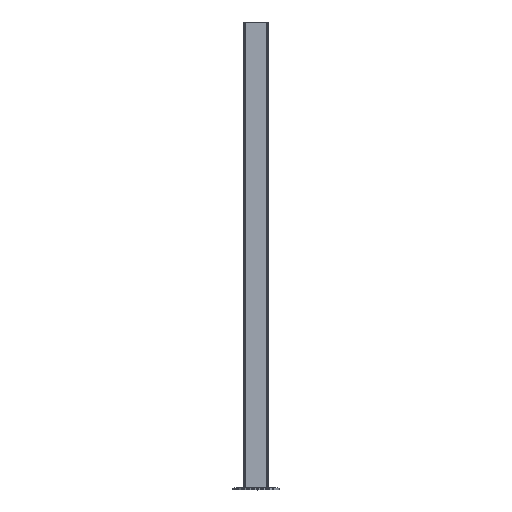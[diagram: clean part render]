
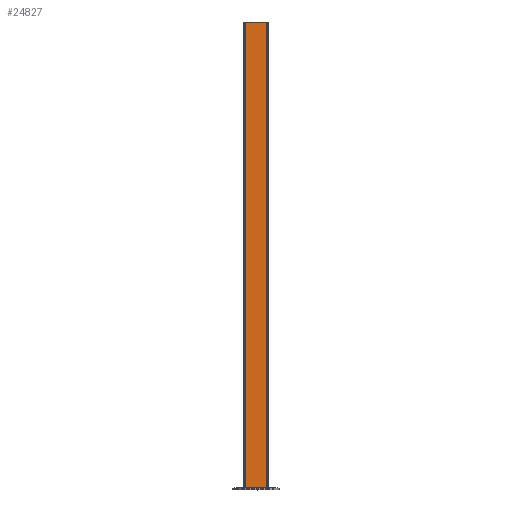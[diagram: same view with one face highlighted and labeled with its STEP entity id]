
A CAD part, top view. The second image highlights one B-rep face of the part: STEP entity #24827.
In plain terms, the highlighted face is planar.
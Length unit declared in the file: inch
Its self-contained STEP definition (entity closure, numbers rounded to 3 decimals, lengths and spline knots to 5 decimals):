
#3810 = CARTESIAN_POINT ( 'NONE',  ( 0.08465, 1.76181, -37.58858 ) ) ;
#4889 = ORIENTED_EDGE ( 'NONE', *, *, #75139, .F. ) ;
#5939 = LINE ( 'NONE', #54295, #81223 ) ;
#9315 = ORIENTED_EDGE ( 'NONE', *, *, #82812, .T. ) ;
#16220 = DIRECTION ( 'NONE',  ( 1., 0., 0. ) ) ;
#17135 = FACE_OUTER_BOUND ( 'NONE', #41780, .T. ) ;
#19631 = EDGE_CURVE ( 'NONE', #39984, #58434, #85727, .T. ) ;
#20011 = VECTOR ( 'NONE', #85061, 39.37008 ) ;
#21967 = VERTEX_POINT ( 'NONE', #3810 ) ;
#22728 = CARTESIAN_POINT ( 'NONE',  ( 0.08465, 0., -37.58858 ) ) ;
#23611 = LINE ( 'NONE', #22728, #20011 ) ;
#24827 = ADVANCED_FACE ( 'NONE', ( #17135 ), #31602, .T. ) ;
#30646 = DIRECTION ( 'NONE',  ( 0., 1., 0. ) ) ;
#31602 = PLANE ( 'NONE',  #62465 ) ;
#32187 = DIRECTION ( 'NONE',  ( 0., 0., 1. ) ) ;
#35987 = ORIENTED_EDGE ( 'NONE', *, *, #19631, .F. ) ;
#39385 = LINE ( 'NONE', #79112, #45947 ) ;
#39984 = VERTEX_POINT ( 'NONE', #47761 ) ;
#41780 = EDGE_LOOP ( 'NONE', ( #57334, #9315, #4889, #35987 ) ) ;
#44698 = DIRECTION ( 'NONE',  ( 0., 0., -1. ) ) ;
#45947 = VECTOR ( 'NONE', #32187, 39.37008 ) ;
#47761 = CARTESIAN_POINT ( 'NONE',  ( 0.08465, -1.76181, 37.58858 ) ) ;
#48464 = VERTEX_POINT ( 'NONE', #67838 ) ;
#54295 = CARTESIAN_POINT ( 'NONE',  ( 0.08465, 1.76181, -37.58858 ) ) ;
#56157 = EDGE_CURVE ( 'NONE', #48464, #39984, #39385, .T. ) ;
#56240 = VECTOR ( 'NONE', #30646, 39.37008 ) ;
#57334 = ORIENTED_EDGE ( 'NONE', *, *, #56157, .F. ) ;
#58434 = VERTEX_POINT ( 'NONE', #74642 ) ;
#62465 = AXIS2_PLACEMENT_3D ( 'NONE', #65433, #16220, #44698 ) ;
#65433 = CARTESIAN_POINT ( 'NONE',  ( 0.08465, -1.76181, -37.58858 ) ) ;
#67838 = CARTESIAN_POINT ( 'NONE',  ( 0.08465, -1.76181, -37.58858 ) ) ;
#74642 = CARTESIAN_POINT ( 'NONE',  ( 0.08465, 1.76181, 37.58858 ) ) ;
#75139 = EDGE_CURVE ( 'NONE', #58434, #21967, #5939, .T. ) ;
#78959 = CARTESIAN_POINT ( 'NONE',  ( 0.08465, 0., 37.58858 ) ) ;
#79112 = CARTESIAN_POINT ( 'NONE',  ( 0.08465, -1.76181, -37.58858 ) ) ;
#81223 = VECTOR ( 'NONE', #81402, 39.37008 ) ;
#81402 = DIRECTION ( 'NONE',  ( 0., 0., -1. ) ) ;
#82812 = EDGE_CURVE ( 'NONE', #48464, #21967, #23611, .T. ) ;
#85061 = DIRECTION ( 'NONE',  ( 0., 1., 0. ) ) ;
#85727 = LINE ( 'NONE', #78959, #56240 ) ;
